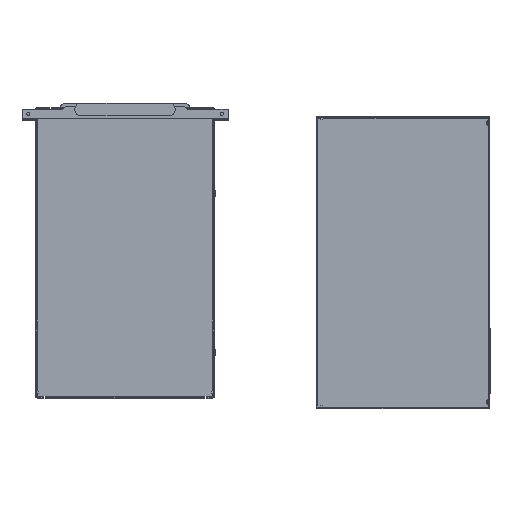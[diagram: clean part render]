
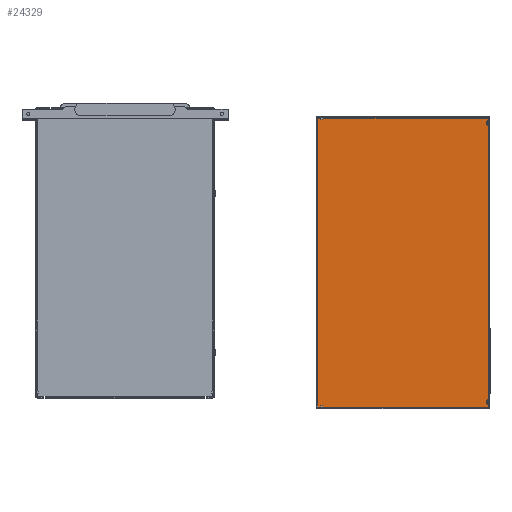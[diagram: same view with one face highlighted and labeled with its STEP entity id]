
A CAD part, top view. The second image highlights one B-rep face of the part: STEP entity #24329.
In plain terms, the highlighted planar face has unit normal (0, 0, 1).
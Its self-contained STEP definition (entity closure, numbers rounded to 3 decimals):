
#1469=FACE_OUTER_BOUND('',#2948,.T.);
#2948=EDGE_LOOP('',(#19542,#19543,#19544,#19545,#19546,#19547,#19548,#19549,
#19550,#19551,#19552,#19553));
#5096=LINE('',#38784,#7850);
#5100=LINE('',#38793,#7854);
#5104=LINE('',#38802,#7858);
#5108=LINE('',#38811,#7862);
#5140=LINE('',#38926,#7894);
#5141=LINE('',#38929,#7895);
#5142=LINE('',#38930,#7896);
#5143=LINE('',#38931,#7897);
#5144=LINE('',#38933,#7898);
#5145=LINE('',#38935,#7899);
#5146=LINE('',#38936,#7900);
#5147=LINE('',#38937,#7901);
#7850=VECTOR('',#30742,10.);
#7854=VECTOR('',#30748,10.);
#7858=VECTOR('',#30754,10.);
#7862=VECTOR('',#30760,10.);
#7894=VECTOR('',#30900,10.);
#7895=VECTOR('',#30903,10.);
#7896=VECTOR('',#30904,10.);
#7897=VECTOR('',#30905,10.);
#7898=VECTOR('',#30906,10.);
#7899=VECTOR('',#30907,10.);
#7900=VECTOR('',#30908,10.);
#7901=VECTOR('',#30909,10.);
#11051=VERTEX_POINT('',#38781);
#11052=VERTEX_POINT('',#38783);
#11055=VERTEX_POINT('',#38790);
#11056=VERTEX_POINT('',#38792);
#11059=VERTEX_POINT('',#38799);
#11060=VERTEX_POINT('',#38801);
#11063=VERTEX_POINT('',#38808);
#11064=VERTEX_POINT('',#38810);
#11093=VERTEX_POINT('',#38921);
#11094=VERTEX_POINT('',#38928);
#11095=VERTEX_POINT('',#38932);
#11096=VERTEX_POINT('',#38934);
#13998=EDGE_CURVE('',#11052,#11051,#5096,.T.);
#14002=EDGE_CURVE('',#11056,#11055,#5100,.T.);
#14006=EDGE_CURVE('',#11060,#11059,#5104,.T.);
#14010=EDGE_CURVE('',#11064,#11063,#5108,.T.);
#14073=EDGE_CURVE('',#11093,#11051,#5140,.T.);
#14074=EDGE_CURVE('',#11093,#11094,#5141,.T.);
#14075=EDGE_CURVE('',#11064,#11094,#5142,.T.);
#14076=EDGE_CURVE('',#11063,#11056,#5143,.T.);
#14077=EDGE_CURVE('',#11095,#11055,#5144,.T.);
#14078=EDGE_CURVE('',#11095,#11096,#5145,.T.);
#14079=EDGE_CURVE('',#11060,#11096,#5146,.T.);
#14080=EDGE_CURVE('',#11059,#11052,#5147,.T.);
#19542=ORIENTED_EDGE('',*,*,#14073,.F.);
#19543=ORIENTED_EDGE('',*,*,#14074,.T.);
#19544=ORIENTED_EDGE('',*,*,#14075,.F.);
#19545=ORIENTED_EDGE('',*,*,#14010,.T.);
#19546=ORIENTED_EDGE('',*,*,#14076,.T.);
#19547=ORIENTED_EDGE('',*,*,#14002,.T.);
#19548=ORIENTED_EDGE('',*,*,#14077,.F.);
#19549=ORIENTED_EDGE('',*,*,#14078,.T.);
#19550=ORIENTED_EDGE('',*,*,#14079,.F.);
#19551=ORIENTED_EDGE('',*,*,#14006,.T.);
#19552=ORIENTED_EDGE('',*,*,#14080,.T.);
#19553=ORIENTED_EDGE('',*,*,#13998,.T.);
#23104=PLANE('',#26150);
#24329=ADVANCED_FACE('',(#1469),#23104,.T.);
#26150=AXIS2_PLACEMENT_3D('',#38927,#30901,#30902);
#30742=DIRECTION('',(0.,1.,0.));
#30748=DIRECTION('',(0.,-1.,0.));
#30754=DIRECTION('',(0.,1.,0.));
#30760=DIRECTION('',(0.,-1.,0.));
#30900=DIRECTION('',(0.,-1.,0.));
#30901=DIRECTION('center_axis',(0.,0.,
1.));
#30902=DIRECTION('ref_axis',(0.,-1.,0.));
#30903=DIRECTION('',(-1.,0.,0.));
#30904=DIRECTION('',(0.,1.,0.));
#30905=DIRECTION('',(0.,-1.,0.));
#30906=DIRECTION('',(0.,1.,0.));
#30907=DIRECTION('',(1.,0.,0.));
#30908=DIRECTION('',(0.,-1.,0.));
#30909=DIRECTION('',(0.,1.,0.));
#38781=CARTESIAN_POINT('',(-98.1,452.6,341.45));
#38783=CARTESIAN_POINT('',(-98.1,450.1,341.45));
#38784=CARTESIAN_POINT('',(-98.1,450.1,341.45));
#38790=CARTESIAN_POINT('',(-373.1,16.8,341.45));
#38792=CARTESIAN_POINT('',(-373.1,19.3,341.45));
#38793=CARTESIAN_POINT('',(-373.1,19.3,341.45));
#38799=CARTESIAN_POINT('',(-98.1,28.6,341.45));
#38801=CARTESIAN_POINT('',(-98.1,26.1,341.45));
#38802=CARTESIAN_POINT('',(-98.1,26.1,341.45));
#38808=CARTESIAN_POINT('',(-373.1,459.4,341.45));
#38810=CARTESIAN_POINT('',(-373.1,461.9,341.45));
#38811=CARTESIAN_POINT('',(-373.1,461.9,341.45));
#38921=CARTESIAN_POINT('',(-98.1,472.1,341.45));
#38926=CARTESIAN_POINT('',(-98.1,292.737,341.45));
#38927=CARTESIAN_POINT('Origin',(-235.6,121.725,341.45));
#38928=CARTESIAN_POINT('',(-373.1,472.1,341.45));
#38929=CARTESIAN_POINT('',(-166.85,472.1,341.45));
#38930=CARTESIAN_POINT('',(-373.1,295.062,341.45));
#38931=CARTESIAN_POINT('',(-373.1,64.162,341.45));
#38932=CARTESIAN_POINT('',(-373.1,6.6,341.45));
#38933=CARTESIAN_POINT('',(-373.1,66.013,341.45));
#38934=CARTESIAN_POINT('',(-98.1,6.6,341.45));
#38935=CARTESIAN_POINT('',(-166.85,6.6,341.45));
#38936=CARTESIAN_POINT('',(-98.1,68.338,341.45));
#38937=CARTESIAN_POINT('',(-98.1,180.538,341.45));
